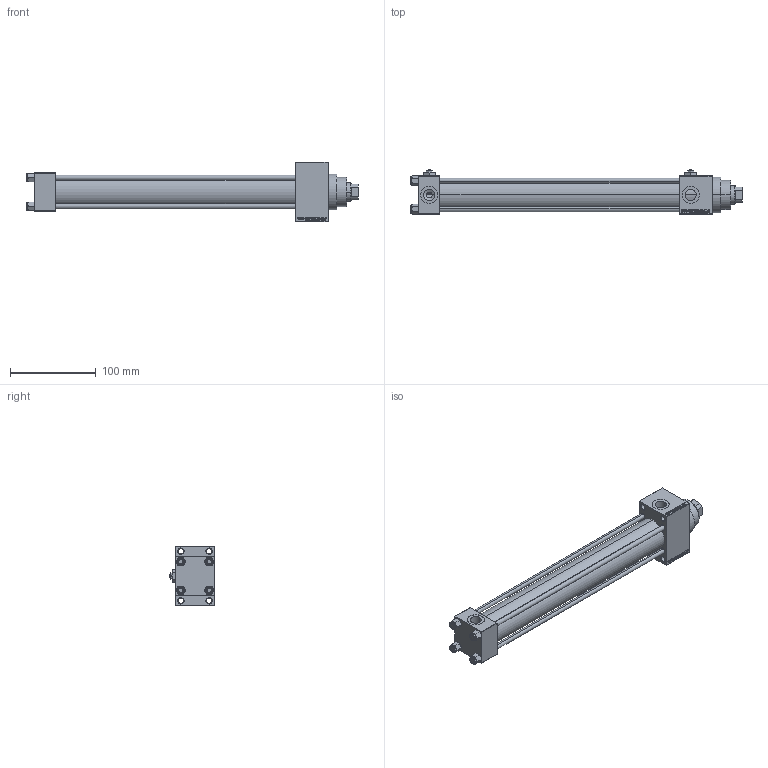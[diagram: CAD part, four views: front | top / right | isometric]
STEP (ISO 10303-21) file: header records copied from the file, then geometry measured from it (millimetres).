
FILE_DESCRIPTION (( 'STEP AP203' ), '1' );
FILE_NAME ('a13f.STEP', '2023-08-23T12:28:03', ( '' ), ( '' ), 'SwSTEP 2.0', 'SolidWorks 2019', '' );
FILE_SCHEMA (( 'CONFIG_CONTROL_DESIGN' ));
Length unit declared in the file: millimetre
Products named in the file (7): V215CR_VCP_D 1489a5f504c933d7d4b5402cdabc1caf; V215CR_D_Body 1489a5f504c933d7d4b5402cdabc1caf; V215CR_D_TYCINKA 1489a5f504c933d7d4b5402cdabc1caf; V215_VC_A 1489a5f504c933d7d4b5402cdabc1caf; a13f; Zatka_pro_OIL_PORT 1489a5f504c933d7d4b5402cdabc1caf; NUT_M5_D 1489a5f504c933d7d4b5402cdabc1caf
Assembly tree (13 placements, depth 2):
  a13f
    V215CR_D_Body 1489a5f504c933d7d4b5402cdabc1caf
    V215CR_VCP_D 1489a5f504c933d7d4b5402cdabc1caf
    NUT_M5_D 1489a5f504c933d7d4b5402cdabc1caf  x4
    V215CR_D_TYCINKA 1489a5f504c933d7d4b5402cdabc1caf  x4
    V215_VC_A 1489a5f504c933d7d4b5402cdabc1caf
    Zatka_pro_OIL_PORT 1489a5f504c933d7d4b5402cdabc1caf  x2
Bounding box: 388 x 52 x 70 mm (x, y, z)
Volume: 431057 mm3; surface area: 165529.7 mm2
Topology: 13 solids, 13 shells, 1201 faces, 2973 edges, 1914 vertices
Faces by surface type: plane 542, bspline 368, cone 184, cylinder 99, torus 8
Entity records: 49124 total; most frequent: CARTESIAN_POINT 25661, ORIENTED_EDGE 5246, DIRECTION 3425, EDGE_CURVE 2623, VERTEX_POINT 1712, LINE 1549, VECTOR 1549, EDGE_LOOP 1177
